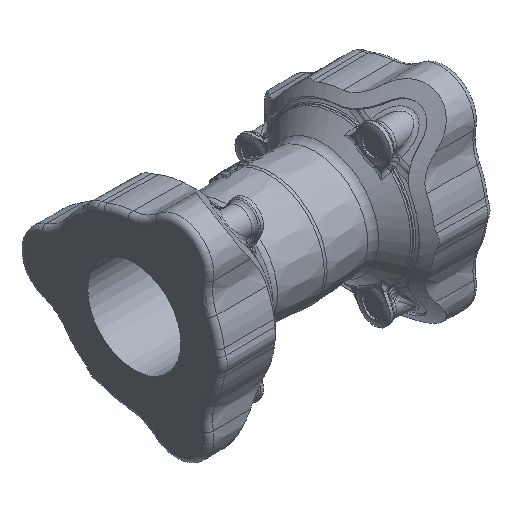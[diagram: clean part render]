
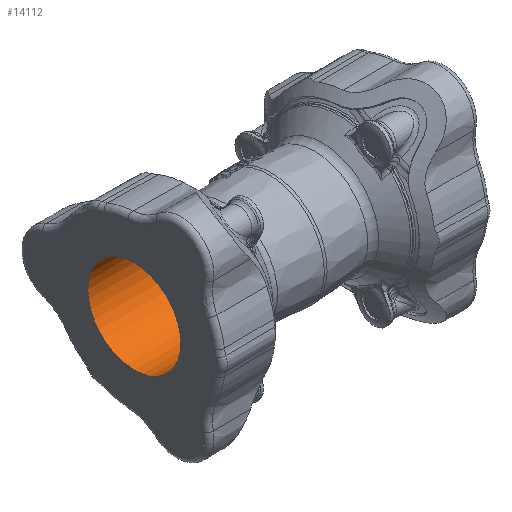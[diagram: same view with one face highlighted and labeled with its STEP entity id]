
A CAD part, isometric view. The second image highlights one B-rep face of the part: STEP entity #14112.
In plain terms, the highlighted cylindrical face has radius 45.5 mm (diameter 91 mm), a full revolution.
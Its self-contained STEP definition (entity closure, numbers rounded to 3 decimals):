
#778 = CIRCLE ( 'NONE', #3771, 45.5 ) ;
#2920 = EDGE_LOOP ( 'NONE', ( #34550 ) ) ;
#2922 = EDGE_LOOP ( 'NONE', ( #34552 ) ) ;
#3256 = AXIS2_PLACEMENT_3D ( 'NONE', #37415, #37416, #37417 ) ;
#3342 = AXIS2_PLACEMENT_3D ( 'NONE', #10035, #10036, #10030 ) ;
#3771 = AXIS2_PLACEMENT_3D ( 'NONE', #6609, #6610, #6611 ) ;
#3835 = EDGE_CURVE ( 'NONE', #21623, #21623, #4308, .T. ) ;
#4308 = CIRCLE ( 'NONE', #3256, 45.5 ) ;
#4544 = FACE_OUTER_BOUND ( 'NONE', #2922, .T. ) ;
#4546 = FACE_OUTER_BOUND ( 'NONE', #2920, .T. ) ;
#4551 = CYLINDRICAL_SURFACE ( 'NONE', #3342, 45.5 ) ;
#6609 = CARTESIAN_POINT ( 'NONE',  ( 132.5, 0., 0. ) ) ;
#6610 = DIRECTION ( 'NONE',  ( 1., 0., 0. ) ) ;
#6611 = DIRECTION ( 'NONE',  ( 0., 0., -1. ) ) ;
#10030 = DIRECTION ( 'NONE',  ( 0., 0., -1. ) ) ;
#10035 = CARTESIAN_POINT ( 'NONE',  ( -132.5, 0., 0. ) ) ;
#10036 = DIRECTION ( 'NONE',  ( 1., 0., 0. ) ) ;
#14112 = ADVANCED_FACE ( 'NONE', ( #4546, #4544 ), #4551, .F. ) ;
#21623 = VERTEX_POINT ( 'NONE', #24069 ) ;
#21625 = VERTEX_POINT ( 'NONE', #24071 ) ;
#24069 = CARTESIAN_POINT ( 'NONE',  ( -132.5, 0., -45.5 ) ) ;
#24071 = CARTESIAN_POINT ( 'NONE',  ( 132.5, 0., -45.5 ) ) ;
#27651 = EDGE_CURVE ( 'NONE', #21625, #21625, #778, .T. ) ;
#34550 = ORIENTED_EDGE ( 'NONE', *, *, #3835, .F. ) ;
#34552 = ORIENTED_EDGE ( 'NONE', *, *, #27651, .T. ) ;
#37415 = CARTESIAN_POINT ( 'NONE',  ( -132.5, 0., 0. ) ) ;
#37416 = DIRECTION ( 'NONE',  ( 1., 0., 0. ) ) ;
#37417 = DIRECTION ( 'NONE',  ( 0., 0., -1. ) ) ;
